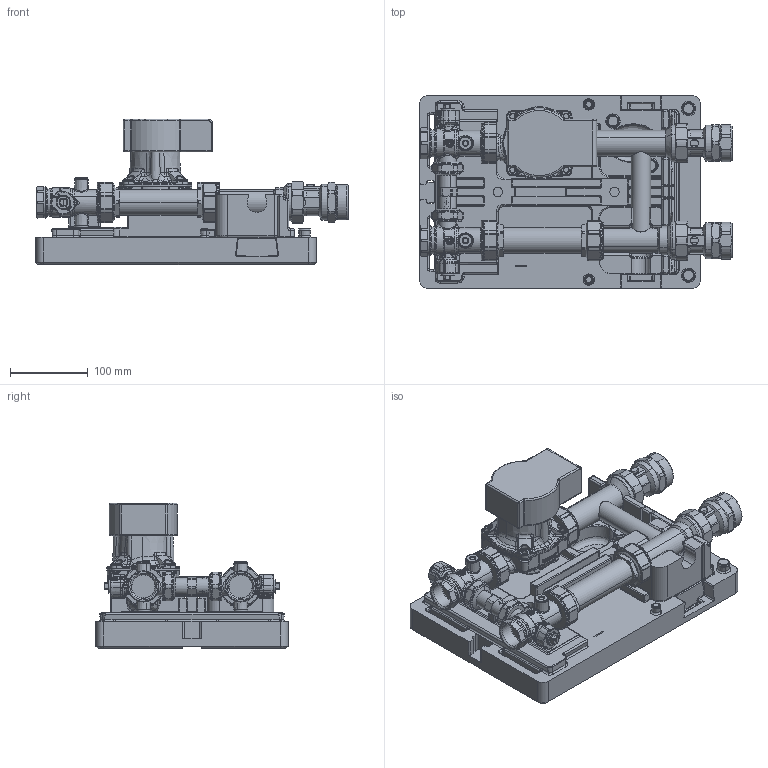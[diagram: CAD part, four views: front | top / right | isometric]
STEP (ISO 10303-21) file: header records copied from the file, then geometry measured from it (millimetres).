
FILE_DESCRIPTION(('CATIA V5 STEP Exchange','CAx-IF Rec.Pracs.--- Model Styling and Organization---1.5--- 2016-08-15','CAx-IF Rec.Pracs.---Supplemental Geometry---1.0---2011-11-01','CAx-IF Rec.Pracs.--- Composite Materials ---3.4---2017-06-13','CAx-IF Rec.Pracs.---Tessellated 3D Geometry---1.0---2015-12-17'),'2;1');
FILE_NAME('STEP_765600HE_-_TST.stp','2023-09-25T12:43:50+00:00',('none'),('none'),'CATIA Version 5-6 Release 2020 SP5','CATIA V5 STEP AP242 v2','none');
FILE_SCHEMA(('AP242_MANAGED_MODEL_BASED_3D_ENGINEERING_MIM_LF {1 0 10303 442 1 1 4}'));
Products named in the file (1): 765600HE - TST
Bounding box: 401.12 x 247 x 186.8 mm (x, y, z)
Volume: 5322725.7 mm3; surface area: 528353.2 mm2
Topology: 1 solids, 9 shells, 4820 faces, 12321 edges, 7342 vertices
Faces by surface type: bspline 1560, cylinder 1069, plane 888, torus 534, cone 466, sphere 224, extrusion 79
Entity records: 219609 total; most frequent: CARTESIAN_POINT 124884, ORIENTED_EDGE 24114, EDGE_CURVE 12061, DIRECTION 10684, VERTEX_POINT 7338, AXIS2_PLACEMENT_3D 5431, B_SPLINE_CURVE_WITH_KNOTS 5136, EDGE_LOOP 4934
